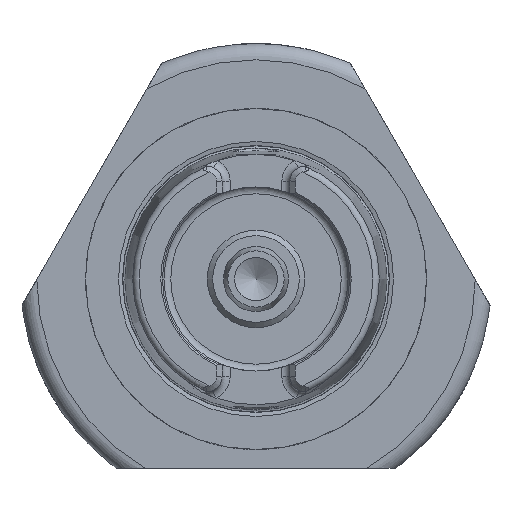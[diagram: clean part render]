
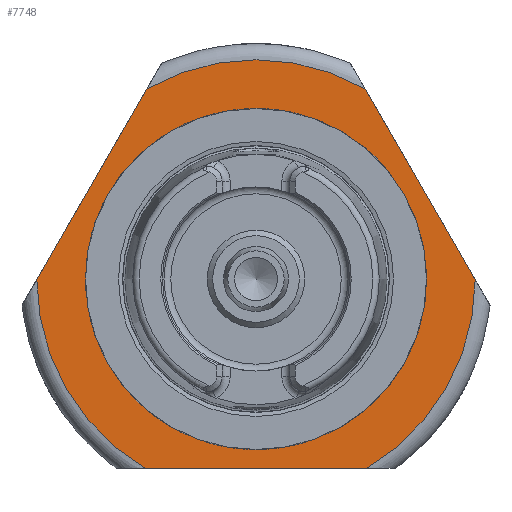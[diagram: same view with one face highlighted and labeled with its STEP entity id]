
A CAD part, left-side view. The second image highlights one B-rep face of the part: STEP entity #7748.
In plain terms, the highlighted planar face has unit normal (-1, 0, 0).
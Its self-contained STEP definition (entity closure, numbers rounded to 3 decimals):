
#5219=CARTESIAN_POINT('',(32.,40.5,-0.148));
#5220=VERTEX_POINT('',#5219);
#5236=CARTESIAN_POINT('',(32.,20.122,35.148));
#5237=VERTEX_POINT('',#5236);
#5238=CARTESIAN_POINT('',(32.,20.122,35.148));
#5239=DIRECTION('',(0.0,0.5,-0.866));
#5240=VECTOR('',#5239,40.755);
#5241=LINE('',#5238,#5240);
#5242=EDGE_CURVE('',#5237,#5220,#5241,.T.);
#6389=CARTESIAN_POINT('',(32.,-20.122,35.148));
#6390=VERTEX_POINT('',#6389);
#6406=CARTESIAN_POINT('',(32.,-40.5,-0.148));
#6407=VERTEX_POINT('',#6406);
#6408=CARTESIAN_POINT('',(32.,-40.5,-0.148));
#6409=DIRECTION('',(0.0,0.5,0.866));
#6410=VECTOR('',#6409,40.755);
#6411=LINE('',#6408,#6410);
#6412=EDGE_CURVE('',#6407,#6390,#6411,.T.);
#6887=CARTESIAN_POINT('',(32.,-20.378,-35.));
#6888=VERTEX_POINT('',#6887);
#6889=CARTESIAN_POINT('',(32.,0.0,0.0));
#6890=DIRECTION('',(-1.0,0.0,0.0));
#6891=DIRECTION('',(0.0,-1.0,0.0));
#6892=AXIS2_PLACEMENT_3D('',#6889,#6890,#6891);
#6893=CIRCLE('',#6892,40.5);
#6894=EDGE_CURVE('',#6888,#6407,#6893,.T.);
#6921=CARTESIAN_POINT('',(32.,0.0,0.0));
#6922=DIRECTION('',(-1.0,0.0,0.0));
#6923=DIRECTION('',(0.0,-1.0,0.0));
#6924=AXIS2_PLACEMENT_3D('',#6921,#6922,#6923);
#6925=CIRCLE('',#6924,40.5);
#6926=EDGE_CURVE('',#6390,#5237,#6925,.T.);
#7588=CARTESIAN_POINT('',(32.,20.378,-35.));
#7589=VERTEX_POINT('',#7588);
#7590=CARTESIAN_POINT('',(32.,20.378,-35.));
#7591=DIRECTION('',(0.0,-1.0,0.0));
#7592=VECTOR('',#7591,40.755);
#7593=LINE('',#7590,#7592);
#7594=EDGE_CURVE('',#7589,#6888,#7593,.T.);
#7718=CARTESIAN_POINT('',(32.,-35.75,0.0));
#7719=DIRECTION('',(-1.0,0.0,0.0));
#7720=DIRECTION('',(0.0,0.0,1.0));
#7721=AXIS2_PLACEMENT_3D('',#7718,#7719,#7720);
#7722=PLANE('',#7721);
#7723=ORIENTED_EDGE('',*,*,#5242,.T.);
#7724=CARTESIAN_POINT('',(32.,0.0,0.0));
#7725=DIRECTION('',(-1.0,0.0,0.0));
#7726=DIRECTION('',(0.0,-1.0,0.0));
#7727=AXIS2_PLACEMENT_3D('',#7724,#7725,#7726);
#7728=CIRCLE('',#7727,40.5);
#7729=EDGE_CURVE('',#5220,#7589,#7728,.T.);
#7730=ORIENTED_EDGE('',*,*,#7729,.T.);
#7731=ORIENTED_EDGE('',*,*,#7594,.T.);
#7732=ORIENTED_EDGE('',*,*,#6894,.T.);
#7733=ORIENTED_EDGE('',*,*,#6412,.T.);
#7734=ORIENTED_EDGE('',*,*,#6926,.T.);
#7735=EDGE_LOOP('',(#7723,#7730,#7731,#7732,#7733,#7734));
#7736=FACE_OUTER_BOUND('',#7735,.T.);
#7737=CARTESIAN_POINT('',(32.,-31.,0.0));
#7738=VERTEX_POINT('',#7737);
#7739=CARTESIAN_POINT('',(32.,0.0,0.0));
#7740=DIRECTION('',(-1.0,0.0,0.0));
#7741=DIRECTION('',(0.0,-1.0,0.0));
#7742=AXIS2_PLACEMENT_3D('',#7739,#7740,#7741);
#7743=CIRCLE('',#7742,31.);
#7744=EDGE_CURVE('',#7738,#7738,#7743,.T.);
#7745=ORIENTED_EDGE('',*,*,#7744,.F.);
#7746=EDGE_LOOP('',(#7745));
#7747=FACE_BOUND('',#7746,.T.);
#7748=ADVANCED_FACE('',(#7736,#7747),#7722,.T.);
